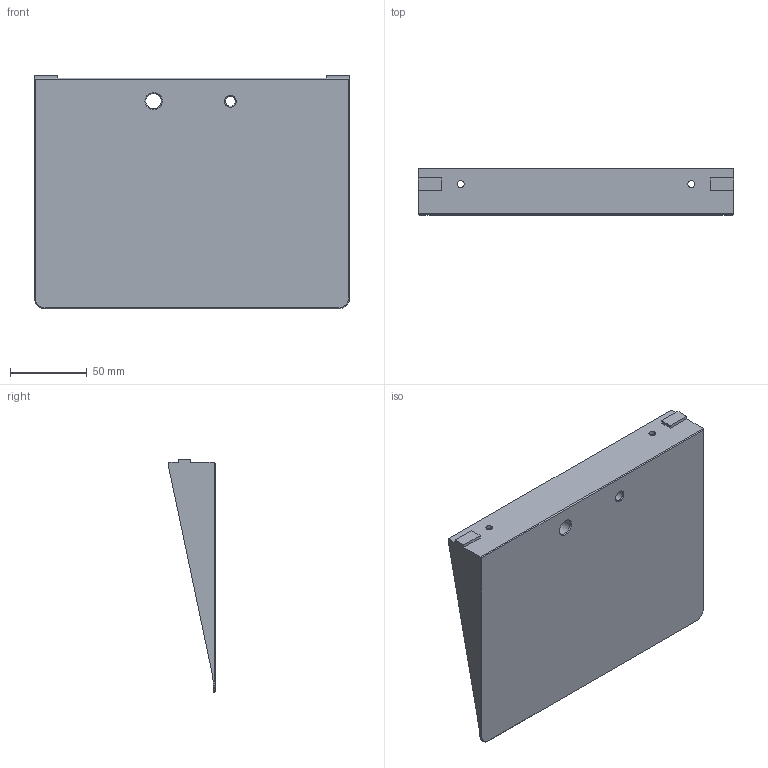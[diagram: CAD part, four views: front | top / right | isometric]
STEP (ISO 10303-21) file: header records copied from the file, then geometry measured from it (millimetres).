
FILE_DESCRIPTION(/* description */ (''),/* implementation_level */ '2;1');
FILE_NAME(/* name */ 'Key Holder.step',/* time_stamp */ '2024-01-19T23:56:17+01:00',/* author */ (''),/* organization */ (''),/* preprocessor_version */ 'ST-DEVELOPER v20',/* originating_system */ 'Autodesk Translation Framework v12.14.0.127',/* authorisation */ '');
FILE_SCHEMA (('AUTOMOTIVE_DESIGN { 1 0 10303 214 3 1 1 }'));
Length unit declared in the file: millimetre
Products named in the file (1): Key Holder
Bounding box: 205 x 30 x 152 mm (x, y, z)
Volume: 111511.6 mm3; surface area: 96145.3 mm2
Topology: 1 solids, 1 shells, 79 faces, 207 edges, 132 vertices
Faces by surface type: plane 62, bspline 9, cone 4, cylinder 4
Full cylindrical faces by diameter (mm): 4.5 x2, 6.5 x1, 10 x1
Entity records: 2682 total; most frequent: CARTESIAN_POINT 766, ORIENTED_EDGE 414, DIRECTION 337, EDGE_CURVE 207, LINE 155, VECTOR 155, VERTEX_POINT 132, AXIS2_PLACEMENT_3D 91
